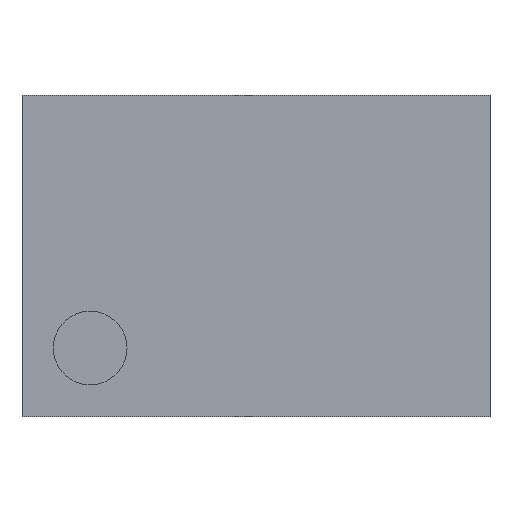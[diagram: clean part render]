
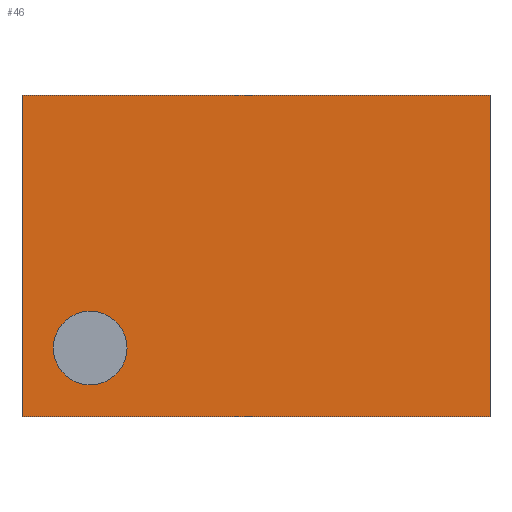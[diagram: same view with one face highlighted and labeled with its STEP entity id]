
A CAD part, top view. The second image highlights one B-rep face of the part: STEP entity #46.
In plain terms, the highlighted planar face has unit normal (0, 0, 1).
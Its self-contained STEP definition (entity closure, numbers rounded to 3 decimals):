
#1 = CARTESIAN_POINT ( 'NONE',  ( -0.635, 0.436, 0.38 ) ) ;
#5 = CARTESIAN_POINT ( 'NONE',  ( 0.635, 0.436, 0.38 ) ) ;
#25 = CARTESIAN_POINT ( 'NONE',  ( -0.635, 0.436, 0.38 ) ) ;
#38 = ORIENTED_EDGE ( 'NONE', *, *, #663, .F. ) ;
#46 = ADVANCED_FACE ( 'NONE', ( #747 ), #205, .T. ) ;
#70 = DIRECTION ( 'NONE',  ( 1., 0., 0. ) ) ;
#109 = EDGE_CURVE ( 'NONE', #458, #587, #698, .T. ) ;
#111 = VECTOR ( 'NONE', #114, 1000. ) ;
#114 = DIRECTION ( 'NONE',  ( 0., 1., 0. ) ) ;
#205 = PLANE ( 'NONE',  #611 ) ;
#226 = EDGE_CURVE ( 'NONE', #455, #458, #570, .T. ) ;
#233 = VECTOR ( 'NONE', #457, 1000. ) ;
#270 = VERTEX_POINT ( 'NONE', #403 ) ;
#300 = LINE ( 'NONE', #568, #111 ) ;
#403 = CARTESIAN_POINT ( 'NONE',  ( -0.635, -0.436, 0.38 ) ) ;
#423 = CARTESIAN_POINT ( 'NONE',  ( 0.635, 0.436, 0.38 ) ) ;
#455 = VERTEX_POINT ( 'NONE', #1 ) ;
#457 = DIRECTION ( 'NONE',  ( 1., 0., 0. ) ) ;
#458 = VERTEX_POINT ( 'NONE', #423 ) ;
#465 = VECTOR ( 'NONE', #487, 1000. ) ;
#479 = EDGE_CURVE ( 'NONE', #270, #455, #300, .T. ) ;
#486 = EDGE_LOOP ( 'NONE', ( #563, #533, #817, #38 ) ) ;
#487 = DIRECTION ( 'NONE',  ( 0., -1., 0. ) ) ;
#533 = ORIENTED_EDGE ( 'NONE', *, *, #226, .F. ) ;
#562 = LINE ( 'NONE', #797, #659 ) ;
#563 = ORIENTED_EDGE ( 'NONE', *, *, #109, .F. ) ;
#568 = CARTESIAN_POINT ( 'NONE',  ( -0.635, -0.436, 0.38 ) ) ;
#570 = LINE ( 'NONE', #25, #233 ) ;
#581 = DIRECTION ( 'NONE',  ( 0., 0., 1. ) ) ;
#587 = VERTEX_POINT ( 'NONE', #818 ) ;
#611 = AXIS2_PLACEMENT_3D ( 'NONE', #802, #581, #70 ) ;
#659 = VECTOR ( 'NONE', #795, 1000. ) ;
#663 = EDGE_CURVE ( 'NONE', #587, #270, #562, .T. ) ;
#698 = LINE ( 'NONE', #5, #465 ) ;
#747 = FACE_OUTER_BOUND ( 'NONE', #486, .T. ) ;
#795 = DIRECTION ( 'NONE',  ( -1., 0., 0. ) ) ;
#797 = CARTESIAN_POINT ( 'NONE',  ( 0.635, -0.436, 0.38 ) ) ;
#802 = CARTESIAN_POINT ( 'NONE',  ( -0.635, 0.436, 0.38 ) ) ;
#817 = ORIENTED_EDGE ( 'NONE', *, *, #479, .F. ) ;
#818 = CARTESIAN_POINT ( 'NONE',  ( 0.635, -0.436, 0.38 ) ) ;
